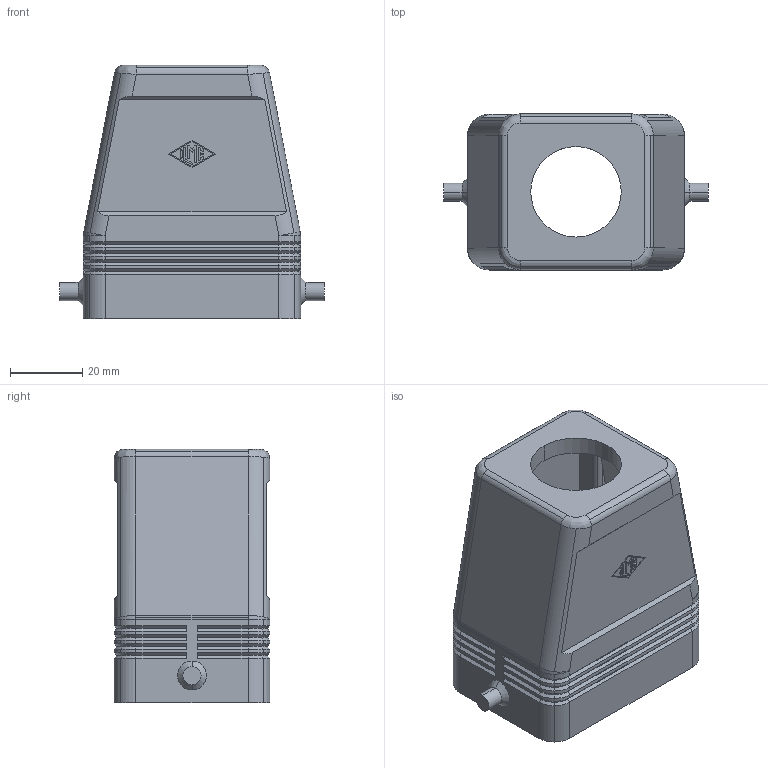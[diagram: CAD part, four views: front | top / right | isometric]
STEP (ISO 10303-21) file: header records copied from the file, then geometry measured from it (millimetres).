
FILE_DESCRIPTION((''),'2;1');
FILE_NAME('MFV 06 L25.stp','2006-12-18T13:53:31',('gembarski'),(''),'Autodesk Inventor 7','Autodesk Inventor 7','');
FILE_SCHEMA(('AUTOMOTIVE_DESIGN { 1 0 10303 214 1 1 1 1 }'));
Length unit declared in the file: millimetre
Products named in the file (1): CAV Tüllengehäuse 1 Bügel für einen Einsatz
Bounding box: 73 x 43 x 70 mm (x, y, z)
Volume: 52720.4 mm3; surface area: 27722.6 mm2
Topology: 1 solids, 1 shells, 383 faces, 908 edges, 536 vertices
Faces by surface type: plane 150, cylinder 98, cone 66, bspline 65, sphere 4
Entity records: 11453 total; most frequent: CARTESIAN_POINT 2703, DIRECTION 1834, ORIENTED_EDGE 1800, EDGE_CURVE 900, AXIS2_PLACEMENT_3D 615, VECTOR 604, LINE 604, VERTEX_POINT 536
